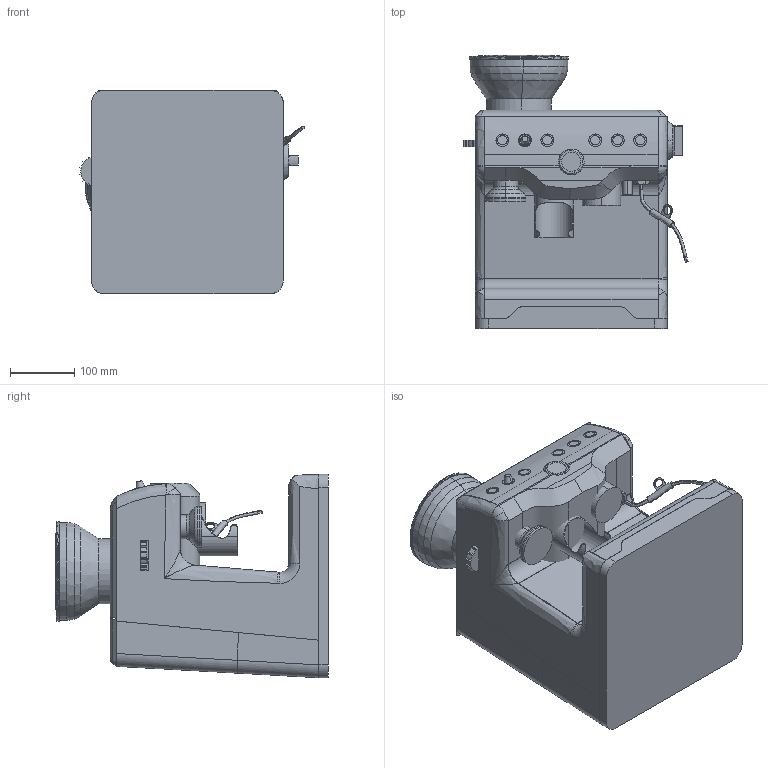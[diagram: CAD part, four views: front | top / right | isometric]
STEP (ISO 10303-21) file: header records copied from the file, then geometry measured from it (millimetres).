
FILE_DESCRIPTION (( 'STEP AP203' ), '1' );
FILE_NAME ('Assembly Coffee Vending.STEP', '2021-03-14T15:52:13', ( '' ), ( '' ), 'SwSTEP 2.0', 'SolidWorks 2020', '' );
FILE_SCHEMA (( 'CONFIG_CONTROL_DESIGN' ));
Length unit declared in the file: millimetre
Products named in the file (25): Top Cover Round Lid; Temple; Right Side Frame; Lid; rotate button; Part4^Assembly Coffee Vending; Top Lid Assembly; Part7^Assembly Coffee Vending; Top Cover; Assembly Coffee Vending; Part3^Assembly Coffee Vending; Bottom Collcecoptr^Assembly Coffee Vending; Holder; Button5; meter; hex nut jam_am_B18.2.4.5M - Hex jam nut,  M14 x 2 --D-N; Button2; Top Cover Round; Button; Part6^Assembly Coffee Vending; Part5^Assembly Coffee Vending; Nozzle; Part3^Top Lid Assembly; Top Collector^Assembly Coffee Vending; rod
Assembly tree (27 placements, depth 3):
  Assembly Coffee Vending
    Right Side Frame
    Top Cover
    Top Collector^Assembly Coffee Vending
    Bottom Collcecoptr^Assembly Coffee Vending
    Part3^Assembly Coffee Vending
    Part4^Assembly Coffee Vending
    Part5^Assembly Coffee Vending
    Part7^Assembly Coffee Vending
    Top Cover Round
    Top Lid Assembly
      Top Cover Round Lid
      Part3^Top Lid Assembly
    Temple
    Nozzle
    hex nut jam_am_B18.2.4.5M - Hex jam nut,  M14 x 2 --D-N
    rod
    Lid
    Holder
    Button  x5
    Button2
    meter
    rotate button
    Button5
  Part6^Assembly Coffee Vending
Bounding box: 349.53 x 424.79 x 316.8 mm (x, y, z)
Volume: 12844710.9 mm3; surface area: 1571357.8 mm2
Topology: 62 solids, 62 shells, 751 faces, 1840 edges, 1195 vertices
Faces by surface type: plane 331, cylinder 262, torus 75, bspline 43, cone 32, sphere 8
Entity records: 29956 total; most frequent: CARTESIAN_POINT 10203, DIRECTION 3568, ORIENTED_EDGE 3528, EDGE_CURVE 1764, AXIS2_PLACEMENT_3D 1359, VERTEX_POINT 1147, VECTOR 850, LINE 850
